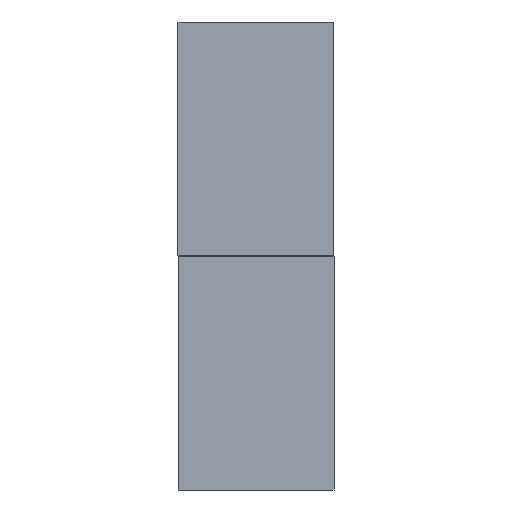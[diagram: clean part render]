
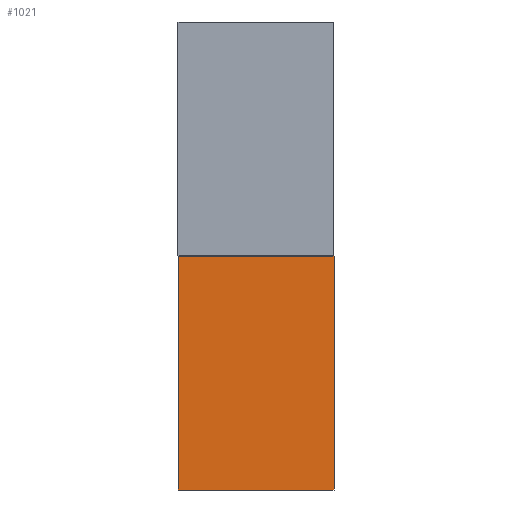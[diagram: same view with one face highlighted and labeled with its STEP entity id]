
A CAD part, left-side view. The second image highlights one B-rep face of the part: STEP entity #1021.
In plain terms, the highlighted planar face has unit normal (-1, 0, 0).
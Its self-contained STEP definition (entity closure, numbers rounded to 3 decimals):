
#133 = LINE ( 'NONE', #598, #476 ) ;
#202 = VECTOR ( 'NONE', #1679, 1000. ) ;
#250 = DIRECTION ( 'NONE',  ( 0., 0., 1. ) ) ;
#476 = VECTOR ( 'NONE', #1028, 1000. ) ;
#598 = CARTESIAN_POINT ( 'NONE',  ( 0., 0., -12. ) ) ;
#620 = EDGE_CURVE ( 'NONE', #755, #1148, #1631, .T. ) ;
#644 = CARTESIAN_POINT ( 'NONE',  ( 0., 0., -12. ) ) ;
#667 = ORIENTED_EDGE ( 'NONE', *, *, #620, .F. ) ;
#755 = VERTEX_POINT ( 'NONE', #1016 ) ;
#798 = VECTOR ( 'NONE', #250, 1000. ) ;
#821 = EDGE_CURVE ( 'NONE', #2298, #755, #1905, .T. ) ;
#856 = FACE_OUTER_BOUND ( 'NONE', #953, .T. ) ;
#896 = CARTESIAN_POINT ( 'NONE',  ( 0., 0., 0. ) ) ;
#953 = EDGE_LOOP ( 'NONE', ( #667, #1955, #2599, #1524 ) ) ;
#1016 = CARTESIAN_POINT ( 'NONE',  ( 0., 8., 0. ) ) ;
#1021 = ADVANCED_FACE ( 'NONE', ( #856 ), #1729, .T. ) ;
#1028 = DIRECTION ( 'NONE',  ( 0., -1., 0. ) ) ;
#1037 = CARTESIAN_POINT ( 'NONE',  ( 0., 0., 0. ) ) ;
#1148 = VERTEX_POINT ( 'NONE', #896 ) ;
#1246 = EDGE_CURVE ( 'NONE', #2298, #2217, #133, .T. ) ;
#1324 = DIRECTION ( 'NONE',  ( -1., 0., 0. ) ) ;
#1383 = CARTESIAN_POINT ( 'NONE',  ( 0., 8., -12. ) ) ;
#1524 = ORIENTED_EDGE ( 'NONE', *, *, #2687, .T. ) ;
#1631 = LINE ( 'NONE', #1037, #1973 ) ;
#1679 = DIRECTION ( 'NONE',  ( 0., 0., 1. ) ) ;
#1729 = PLANE ( 'NONE',  #1978 ) ;
#1905 = LINE ( 'NONE', #2496, #202 ) ;
#1955 = ORIENTED_EDGE ( 'NONE', *, *, #821, .F. ) ;
#1973 = VECTOR ( 'NONE', #2733, 1000. ) ;
#1978 = AXIS2_PLACEMENT_3D ( 'NONE', #644, #1324, #2395 ) ;
#2194 = LINE ( 'NONE', #2227, #798 ) ;
#2217 = VERTEX_POINT ( 'NONE', #2415 ) ;
#2227 = CARTESIAN_POINT ( 'NONE',  ( 0., 0., -12. ) ) ;
#2298 = VERTEX_POINT ( 'NONE', #1383 ) ;
#2395 = DIRECTION ( 'NONE',  ( 0., 0., 1. ) ) ;
#2415 = CARTESIAN_POINT ( 'NONE',  ( 0., 0., -12. ) ) ;
#2496 = CARTESIAN_POINT ( 'NONE',  ( 0., 8., -12. ) ) ;
#2599 = ORIENTED_EDGE ( 'NONE', *, *, #1246, .T. ) ;
#2687 = EDGE_CURVE ( 'NONE', #2217, #1148, #2194, .T. ) ;
#2733 = DIRECTION ( 'NONE',  ( 0., -1., 0. ) ) ;
